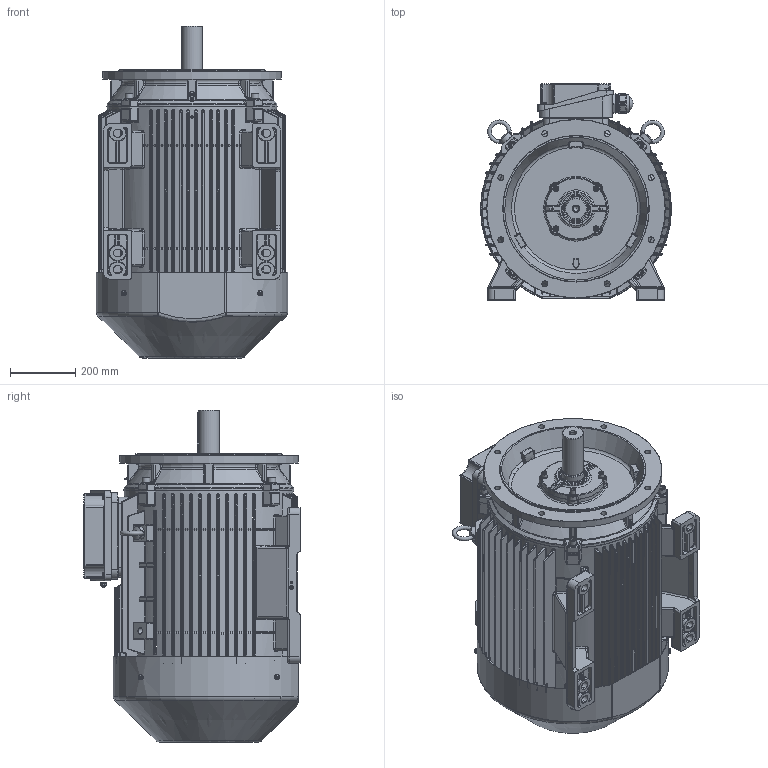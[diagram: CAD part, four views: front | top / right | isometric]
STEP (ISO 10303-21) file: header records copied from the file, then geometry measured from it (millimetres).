
FILE_DESCRIPTION(/* description */ (''),/* implementation_level */ '2;1');
FILE_NAME(/* name */ '662341801_AB-DIS GORUNUS QHG280-2 B35 KI.stp',/* time_stamp */ '2023-09-05T10:34:26+03:00',/* author */ (''),/* organization */ (''),/* preprocessor_version */ 'ST-DEVELOPER v18.102',/* originating_system */ 'SIEMENS PLM Software NX2206.8101',/* authorisation */ '');
FILE_SCHEMA (('AUTOMOTIVE_DESIGN { 1 0 10303 214 3 1 1 1 }'));
Products named in the file (1): AB_objects
Bounding box: 587.95 x 664.21 x 1020.89 mm (x, y, z)
Surface area: 4920702.4 mm2 (no closed solid volume)
Topology: 0 solids, 101 shells, 4192 faces, 15055 edges, 10430 vertices
Faces by surface type: plane 1654, cylinder 1137, bspline 760, torus 428, cone 144, sphere 69
Full cylindrical faces by diameter (mm): 4.5 x1, 7.2 x2, 8 x1, 10 x6, 14.75 x8, 15.73 x4, 16 x8, 18 x1, 18.5 x10, 21 x1, 23.67 x4, 40 x2, 51.001 x1, 52.3 x10, 58 x2, 64.4 x1, 65 x1, 70 x1, 82.314 x1, 450 x1, 520 x2, 550 x1
Entity records: 206538 total; most frequent: CARTESIAN_POINT 70613, DIRECTION 22677, ORIENTED_EDGE 22115, EDGE_CURVE 14772, VERTEX_POINT 10352, AXIS2_PLACEMENT_3D 7896, LINE 6885, VECTOR 6885
